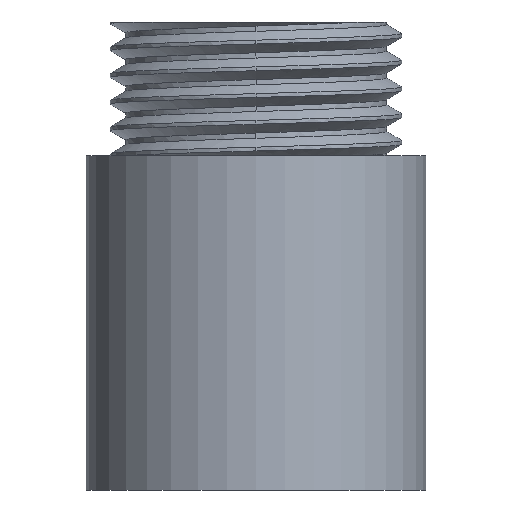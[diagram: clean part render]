
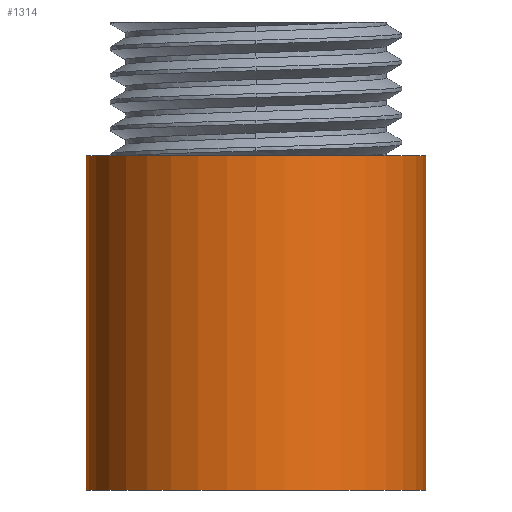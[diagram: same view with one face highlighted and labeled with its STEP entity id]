
A CAD part, left-side view. The second image highlights one B-rep face of the part: STEP entity #1314.
In plain terms, the highlighted cylindrical face has radius 12.7 mm (diameter 25.4 mm), a full revolution.
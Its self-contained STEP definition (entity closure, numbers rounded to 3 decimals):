
#99=FACE_OUTER_BOUND('',#178,.T.);
#178=EDGE_LOOP('',(#1015,#1016,#1017,#1018));
#222=CIRCLE('',#1424,12.7);
#224=CIRCLE('',#1428,12.7);
#398=LINE('',#4523,#453);
#453=VECTOR('',#1628,12.7);
#564=VERTEX_POINT('',#4516);
#566=VERTEX_POINT('',#4522);
#740=EDGE_CURVE('',#564,#564,#222,.T.);
#742=EDGE_CURVE('',#564,#566,#398,.T.);
#743=EDGE_CURVE('',#566,#566,#224,.T.);
#1015=ORIENTED_EDGE('',*,*,#740,.F.);
#1016=ORIENTED_EDGE('',*,*,#742,.T.);
#1017=ORIENTED_EDGE('',*,*,#743,.F.);
#1018=ORIENTED_EDGE('',*,*,#742,.F.);
#1248=CYLINDRICAL_SURFACE('',#1427,12.7);
#1314=ADVANCED_FACE('',(#99),#1248,.T.);
#1424=AXIS2_PLACEMENT_3D('',#4517,#1620,#1621);
#1427=AXIS2_PLACEMENT_3D('',#4521,#1626,#1627);
#1428=AXIS2_PLACEMENT_3D('',#4524,#1629,#1630);
#1620=DIRECTION('center_axis',(0.,0.,1.));
#1621=DIRECTION('ref_axis',(1.,0.,0.));
#1626=DIRECTION('center_axis',(0.,0.,1.));
#1627=DIRECTION('ref_axis',(1.,0.,0.));
#1628=DIRECTION('',(0.,0.,-1.));
#1629=DIRECTION('center_axis',(0.,0.,-1.));
#1630=DIRECTION('ref_axis',(1.,0.,0.));
#4516=CARTESIAN_POINT('',(-12.7,0.,30.));
#4517=CARTESIAN_POINT('Origin',(0.,0.,30.));
#4521=CARTESIAN_POINT('Origin',(0.,0.,15.));
#4522=CARTESIAN_POINT('',(-12.7,0.,5.));
#4523=CARTESIAN_POINT('',(-12.7,0.,15.));
#4524=CARTESIAN_POINT('Origin',(0.,0.,5.));
